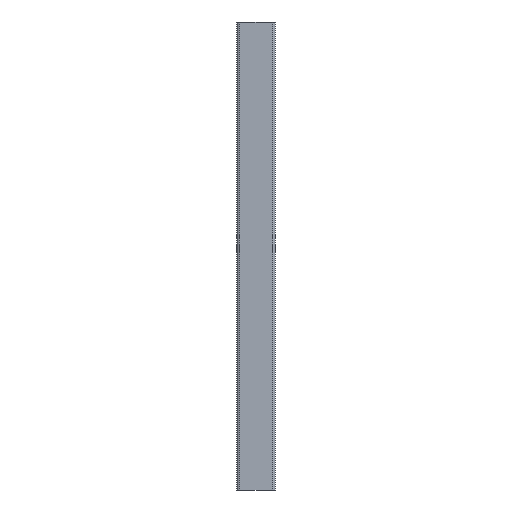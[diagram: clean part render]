
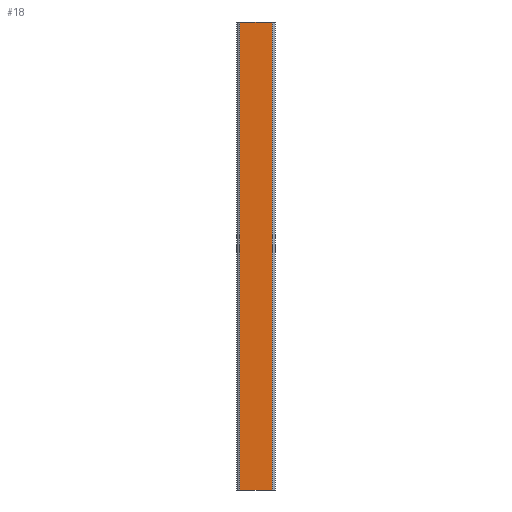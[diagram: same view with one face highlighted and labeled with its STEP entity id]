
A CAD part, front view. The second image highlights one B-rep face of the part: STEP entity #18.
In plain terms, the highlighted planar face has unit normal (0, -1, 0).
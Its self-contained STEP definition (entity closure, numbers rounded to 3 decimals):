
#3 = VECTOR ( 'NONE', #304, 1000. ) ;
#8 = VERTEX_POINT ( 'NONE', #40 ) ;
#18 = ADVANCED_FACE ( 'NONE', ( #575 ), #457, .T. ) ;
#24 = DIRECTION ( 'NONE',  ( 0., 0., -1. ) ) ;
#40 = CARTESIAN_POINT ( 'NONE',  ( -10.518, -6.25, -305. ) ) ;
#73 = CARTESIAN_POINT ( 'NONE',  ( 10.518, -6.25, -305. ) ) ;
#105 = DIRECTION ( 'NONE',  ( 0., 0., 1. ) ) ;
#125 = EDGE_CURVE ( 'NONE', #8, #1041, #606, .T. ) ;
#140 = AXIS2_PLACEMENT_3D ( 'NONE', #881, #864, #24 ) ;
#163 = CARTESIAN_POINT ( 'NONE',  ( 10.518, -6.25, -305. ) ) ;
#171 = VECTOR ( 'NONE', #1364, 1000. ) ;
#176 = CARTESIAN_POINT ( 'NONE',  ( -10.518, -6.25, -305. ) ) ;
#185 = EDGE_CURVE ( 'NONE', #411, #1235, #1060, .T. ) ;
#304 = DIRECTION ( 'NONE',  ( 1., 0., 0. ) ) ;
#387 = ORIENTED_EDGE ( 'NONE', *, *, #125, .T. ) ;
#411 = VERTEX_POINT ( 'NONE', #494 ) ;
#415 = VECTOR ( 'NONE', #427, 1000. ) ;
#427 = DIRECTION ( 'NONE',  ( 1., 0., 0. ) ) ;
#431 = EDGE_CURVE ( 'NONE', #8, #411, #1115, .T. ) ;
#457 = PLANE ( 'NONE',  #140 ) ;
#494 = CARTESIAN_POINT ( 'NONE',  ( -10.518, -6.25, 0. ) ) ;
#575 = FACE_OUTER_BOUND ( 'NONE', #979, .T. ) ;
#606 = LINE ( 'NONE', #176, #3 ) ;
#653 = ORIENTED_EDGE ( 'NONE', *, *, #431, .F. ) ;
#700 = VECTOR ( 'NONE', #105, 1000. ) ;
#732 = CARTESIAN_POINT ( 'NONE',  ( 10.518, -6.25, 0. ) ) ;
#733 = CARTESIAN_POINT ( 'NONE',  ( -10.518, -6.25, 0. ) ) ;
#804 = ORIENTED_EDGE ( 'NONE', *, *, #185, .F. ) ;
#864 = DIRECTION ( 'NONE',  ( 0., -1., 0. ) ) ;
#881 = CARTESIAN_POINT ( 'NONE',  ( -10.518, -6.25, -305. ) ) ;
#932 = CARTESIAN_POINT ( 'NONE',  ( -10.518, -6.25, -305. ) ) ;
#979 = EDGE_LOOP ( 'NONE', ( #804, #653, #387, #1256 ) ) ;
#1029 = LINE ( 'NONE', #73, #171 ) ;
#1041 = VERTEX_POINT ( 'NONE', #163 ) ;
#1060 = LINE ( 'NONE', #733, #415 ) ;
#1115 = LINE ( 'NONE', #932, #700 ) ;
#1235 = VERTEX_POINT ( 'NONE', #732 ) ;
#1256 = ORIENTED_EDGE ( 'NONE', *, *, #1277, .T. ) ;
#1277 = EDGE_CURVE ( 'NONE', #1041, #1235, #1029, .T. ) ;
#1364 = DIRECTION ( 'NONE',  ( 0., 0., 1. ) ) ;
